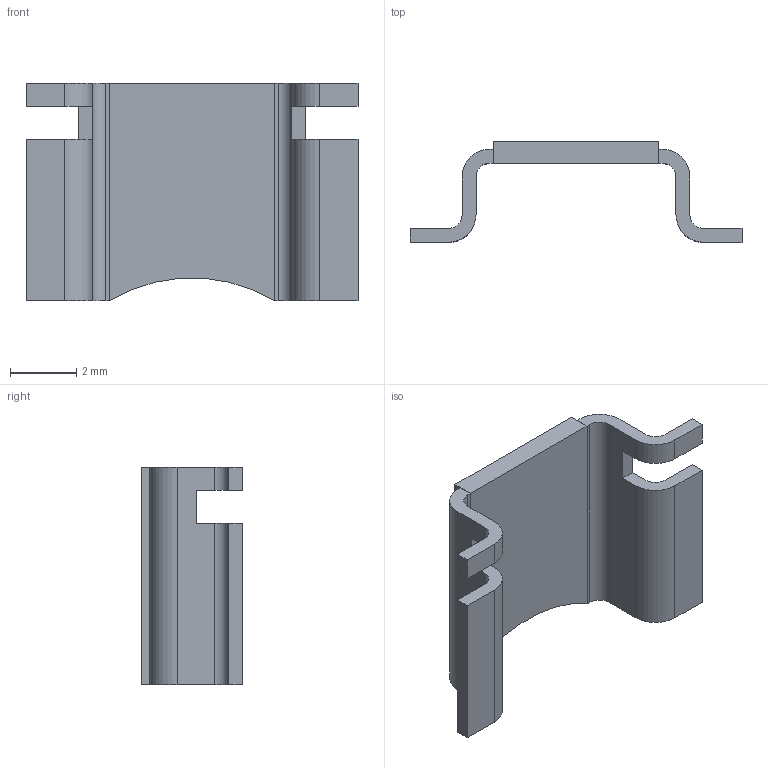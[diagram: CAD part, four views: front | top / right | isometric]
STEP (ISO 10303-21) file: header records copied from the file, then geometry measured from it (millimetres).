
FILE_DESCRIPTION((''),'2;1');
FILE_NAME('CSS4J-4026_ASM','2016-03-18T',('adrianaca'),(''),'PRO/ENGINEER BY PARAMETRIC TECHNOLOGY CORPORATION, 2012230','PRO/ENGINEER BY PARAMETRIC TECHNOLOGY CORPORATION, 2012230','');
FILE_SCHEMA(('CONFIG_CONTROL_DESIGN'));
Length unit declared in the file: millimetre
Products named in the file (6): MANIFOLD_SOLID_BREP_694; MANIFOLD_SOLID_BREP_1384; P1_4_ASM; RESISTENCE2_1; 3D-MODELS_ASM_1_ASM; CSS4J-4026_ASM
Assembly tree (5 placements, depth 4):
  CSS4J-4026_ASM
    3D-MODELS_ASM_1_ASM
      P1_4_ASM
        MANIFOLD_SOLID_BREP_694
        MANIFOLD_SOLID_BREP_1384
      RESISTENCE2_1
Bounding box: 10.06 x 3.06 x 6.6 mm (x, y, z)
Volume: 42.3 mm3; surface area: 204.8 mm2
Topology: 3 solids, 3 shells, 50 faces, 133 edges, 90 vertices
Faces by surface type: plane 37, cylinder 13
Entity records: 1751 total; most frequent: DIRECTION 305, CARTESIAN_POINT 294, ORIENTED_EDGE 264, EDGE_CURVE 132, VECTOR 107, LINE 107, AXIS2_PLACEMENT_3D 99, VERTEX_POINT 88
